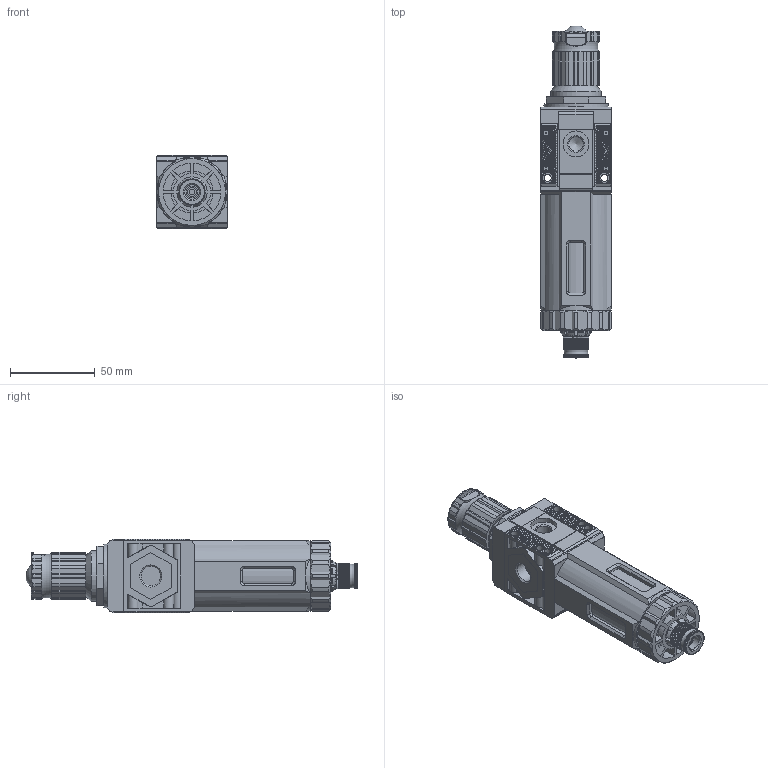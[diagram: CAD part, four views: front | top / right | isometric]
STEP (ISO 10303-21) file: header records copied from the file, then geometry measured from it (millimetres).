
FILE_DESCRIPTION( ( 'STEP AP214' ), '1' );
FILE_NAME( '5612B242.stp', '2018-10-10T11:09:24', ( '' ), ( '' ), ' ', 'PARTsolutions', ' ' );
FILE_SCHEMA( ( 'AUTOMOTIVE_DESIGN { 1 0 10303 214 1 1 1 1 }' ) );
Length unit declared in the file: millimetre
Products named in the file (10): 5612B242; _SC_BODY_100; _SC_REGULATOR_1; _SC_RING_NUT_M30x1.5; _SC_FLANGE_2; _SC_BOWL_1; _SC_RMSA_DRAIN; _SC_1/4_THREADED_PORTSize 11/4; _SC_PLUGSize 111.6; _SC_THREADED_PORT_SCREWSize 1
Assembly tree (13 placements, depth 2):
  5612B242
    _SC_BODY_100
    _SC_REGULATOR_1
    _SC_RING_NUT_M30x1.5
    _SC_FLANGE_2
    _SC_BOWL_1
    _SC_RMSA_DRAIN
    _SC_1/4_THREADED_PORTSize 11/4  x2
    _SC_PLUGSize 111.6
    _SC_THREADED_PORT_SCREWSize 1  x4
Bounding box: 42.2 x 195.8 x 43.6 mm (x, y, z)
Volume: 161323.6 mm3; surface area: 73450.7 mm2
Topology: 13 solids, 13 shells, 1995 faces, 5292 edges, 3357 vertices
Faces by surface type: plane 1588, cylinder 326, cone 63, torus 16, sphere 2
Full cylindrical faces by diameter (mm): 2.113 x4, 2.4 x1, 2.6 x4, 3 x8, 3.2 x1, 3.5 x2, 4.2 x2, 4.6 x4, 4.7 x4, 5.3 x1, 7 x1, 8.566 x3, 8.7 x1, 9.728 x1, 11 x1, 11.445 x2, 15 x1, 15.3 x2, 16.2 x1, 18.2 x2, 22.8 x6, 28.376 x1, 30 x3, 32 x2, 35.4 x1, 35.6 x1, 36 x1, 37.8 x1, 41.4 x1
Entity records: 74489 total; most frequent: CARTESIAN_POINT 11306, ORIENTED_EDGE 9970, DIRECTION 9718, EDGE_CURVE 4985, LINE 3816, VECTOR 3816, VERTEX_POINT 3216, AXIS2_PLACEMENT_3D 2951
